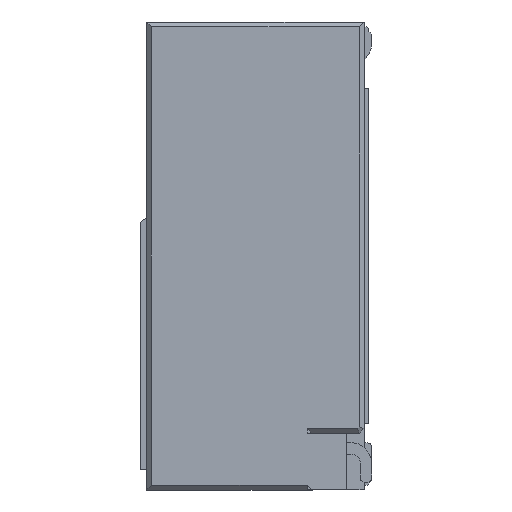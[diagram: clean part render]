
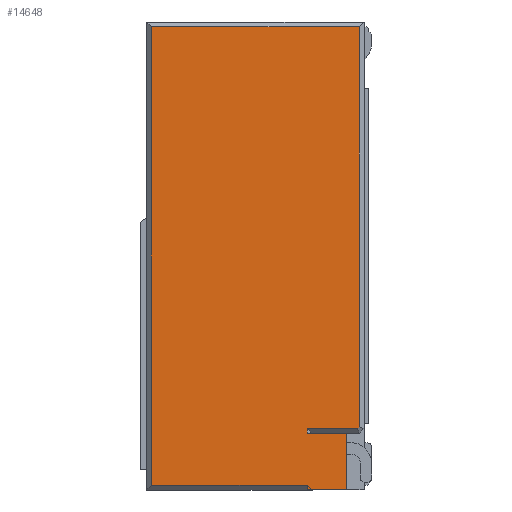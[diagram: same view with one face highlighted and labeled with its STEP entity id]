
A CAD part, left-side view. The second image highlights one B-rep face of the part: STEP entity #14648.
In plain terms, the highlighted planar face has unit normal (-1, 0, 0).
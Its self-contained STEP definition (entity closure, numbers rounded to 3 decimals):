
#1333=DIRECTION('',(0.,0.,1.));
#1334=VECTOR('',#1333,0.6);
#1335=CARTESIAN_POINT('',(-11.1,0.236,-4.95));
#1336=LINE('',#1335,#1334);
#1691=DIRECTION('',(0.,1.,0.));
#1692=VECTOR('',#1691,0.414);
#1693=CARTESIAN_POINT('',(-11.1,0.236,-4.35));
#1694=LINE('',#1693,#1692);
#1699=DIRECTION('',(0.,0.,-1.));
#1700=VECTOR('',#1699,0.05);
#1701=CARTESIAN_POINT('',(-11.1,0.65,-4.3));
#1702=LINE('',#1701,#1700);
#1703=DIRECTION('',(0.,1.,0.));
#1704=VECTOR('',#1703,0.414);
#1705=CARTESIAN_POINT('',(-11.1,0.236,-4.95));
#1706=LINE('',#1705,#1704);
#1707=DIRECTION('',(0.,0.,1.));
#1708=VECTOR('',#1707,0.05);
#1709=CARTESIAN_POINT('',(-11.1,0.65,-4.95));
#1710=LINE('',#1709,#1708);
#1711=DIRECTION('',(0.,0.707,-0.707));
#1712=VECTOR('',#1711,0.029);
#1713=CARTESIAN_POINT('',(-11.1,0.1,-4.279));
#1714=LINE('',#1713,#1712);
#1715=DIRECTION('',(0.,1.,0.));
#1716=VECTOR('',#1715,0.529);
#1717=CARTESIAN_POINT('',(-11.1,0.121,-4.3));
#1718=LINE('',#1717,#1716);
#1735=DIRECTION('',(0.,-1.,0.));
#1736=VECTOR('',#1735,1.65);
#1737=CARTESIAN_POINT('',(-11.1,2.3,-4.9));
#1738=LINE('',#1737,#1736);
#1739=DIRECTION('',(0.,0.,-1.));
#1740=VECTOR('',#1739,4.85);
#1741=CARTESIAN_POINT('',(-11.1,2.3,-0.05));
#1742=LINE('',#1741,#1740);
#1747=DIRECTION('',(0.,1.,0.));
#1748=VECTOR('',#1747,2.2);
#1749=CARTESIAN_POINT('',(-11.1,0.1,-0.05));
#1750=LINE('',#1749,#1748);
#4449=DIRECTION('',(0.,0.,1.));
#4450=VECTOR('',#4449,4.229);
#4451=CARTESIAN_POINT('',(-11.1,0.1,-4.279));
#4452=LINE('',#4451,#4450);
#10191=CARTESIAN_POINT('',(-11.1,0.65,-4.95));
#10192=VERTEX_POINT('',#10191);
#10193=CARTESIAN_POINT('',(-11.1,0.236,-4.95));
#10194=VERTEX_POINT('',#10193);
#10363=CARTESIAN_POINT('',(-11.1,0.236,-4.35));
#10364=VERTEX_POINT('',#10363);
#10489=CARTESIAN_POINT('',(-11.1,0.65,-4.3));
#10490=VERTEX_POINT('',#10489);
#10491=CARTESIAN_POINT('',(-11.1,0.121,-4.3));
#10492=VERTEX_POINT('',#10491);
#10493=CARTESIAN_POINT('',(-11.1,0.65,-4.35));
#10494=VERTEX_POINT('',#10493);
#10495=CARTESIAN_POINT('',(-11.1,0.65,-4.9));
#10496=VERTEX_POINT('',#10495);
#10497=CARTESIAN_POINT('',(-11.1,2.3,-4.9));
#10498=VERTEX_POINT('',#10497);
#10499=CARTESIAN_POINT('',(-11.1,2.3,-0.05));
#10500=VERTEX_POINT('',#10499);
#10501=CARTESIAN_POINT('',(-11.1,0.1,-0.05));
#10502=VERTEX_POINT('',#10501);
#10503=CARTESIAN_POINT('',(-11.1,0.1,-4.279));
#10504=VERTEX_POINT('',#10503);
#14623=CARTESIAN_POINT('',(-11.1,1.2,-2.475));
#14624=DIRECTION('',(1.,0.,0.));
#14625=DIRECTION('',(0.,0.,-1.));
#14626=AXIS2_PLACEMENT_3D('',#14623,#14624,#14625);
#14627=PLANE('',#14626);
#14629=ORIENTED_EDGE('',*,*,#14628,.T.);
#14630=ORIENTED_EDGE('',*,*,#14616,.F.);
#14631=ORIENTED_EDGE('',*,*,#14090,.F.);
#14632=ORIENTED_EDGE('',*,*,#13733,.T.);
#14634=ORIENTED_EDGE('',*,*,#14633,.T.);
#14636=ORIENTED_EDGE('',*,*,#14635,.F.);
#14638=ORIENTED_EDGE('',*,*,#14637,.F.);
#14640=ORIENTED_EDGE('',*,*,#14639,.F.);
#14642=ORIENTED_EDGE('',*,*,#14641,.F.);
#14644=ORIENTED_EDGE('',*,*,#14643,.T.);
#14645=ORIENTED_EDGE('',*,*,#14602,.T.);
#14646=EDGE_LOOP('',(#14629,#14630,#14631,#14632,#14634,#14636,#14638,#14640,
#14642,#14644,#14645));
#14647=FACE_OUTER_BOUND('',#14646,.F.);
#14648=ADVANCED_FACE('',(#14647),#14627,.F.);
#13733=EDGE_CURVE('',#10194,#10192,#1706,.T.);
#14090=EDGE_CURVE('',#10194,#10364,#1336,.T.);
#14602=EDGE_CURVE('',#10492,#10490,#1718,.T.);
#14616=EDGE_CURVE('',#10364,#10494,#1694,.T.);
#14628=EDGE_CURVE('',#10490,#10494,#1702,.T.);
#14633=EDGE_CURVE('',#10192,#10496,#1710,.T.);
#14635=EDGE_CURVE('',#10498,#10496,#1738,.T.);
#14637=EDGE_CURVE('',#10500,#10498,#1742,.T.);
#14639=EDGE_CURVE('',#10502,#10500,#1750,.T.);
#14641=EDGE_CURVE('',#10504,#10502,#4452,.T.);
#14643=EDGE_CURVE('',#10504,#10492,#1714,.T.);
